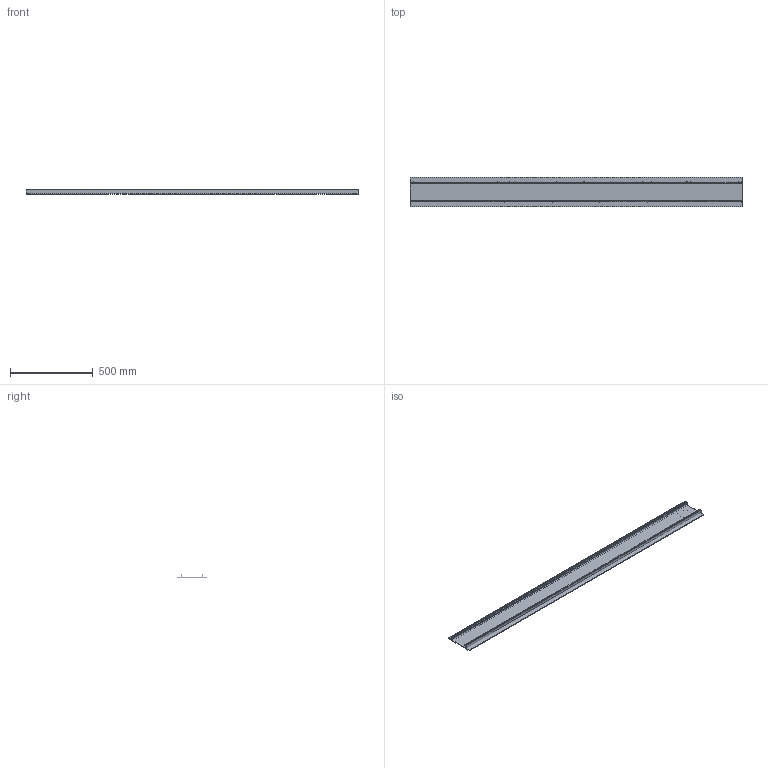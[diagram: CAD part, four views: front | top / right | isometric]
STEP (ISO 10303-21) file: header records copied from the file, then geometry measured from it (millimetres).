
FILE_DESCRIPTION(/* description */ (''),/* implementation_level */ '2;1');
FILE_NAME(/* name */ '6ES7194-4GA20-0AA0_3d.stp',/* time_stamp */ '2023-09-21T12:27:21+02:00',/* author */ (''),/* organization */ (''),/* preprocessor_version */ 'ST-DEVELOPER v18.102',/* originating_system */ 'SIEMENS PLM Software NX 2023',/* authorisation */ '');
FILE_SCHEMA (('AUTOMOTIVE_DESIGN { 1 0 10303 214 3 1 1 1 }'));
Length unit declared in the file: millimetre
Products named in the file (2): A5E30135325A_RS-AA_002_1-rack; A5E30135326A_RS-AA_002_1-CAx_6ES71944GA200AA0
Assembly tree (1 placements, depth 2):
  A5E30135326A_RS-AA_002_1-CAx_6ES71944GA200AA0
    A5E30135325A_RS-AA_002_1-rack
Bounding box: 2000 x 178.5 x 25.2 mm (x, y, z)
Volume: 2213135.3 mm3; surface area: 1029512.4 mm2
Topology: 1 solids, 1 shells, 21 faces, 54 edges, 36 vertices
Faces by surface type: plane 14, extrusion 7
Entity records: 1222 total; most frequent: CARTESIAN_POINT 581, ORIENTED_EDGE 108, DIRECTION 71, EDGE_CURVE 54, VERTEX_POINT 36, VECTOR 33, LINE 26, PRESENTATION_STYLE_ASSIGNMENT 25
